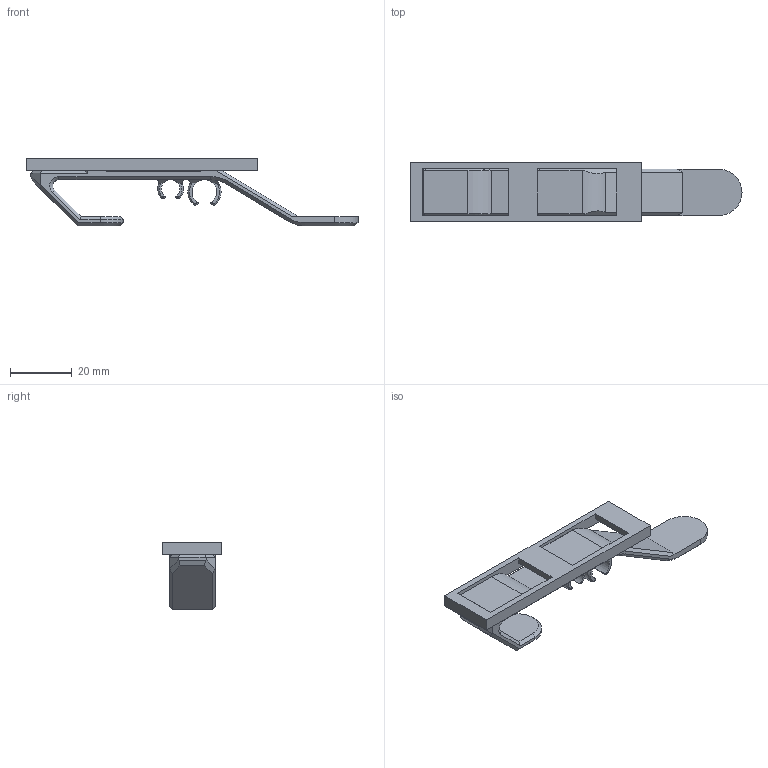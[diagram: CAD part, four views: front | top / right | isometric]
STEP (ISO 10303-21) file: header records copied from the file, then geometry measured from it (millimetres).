
FILE_DESCRIPTION(/* description */ (''),/* implementation_level */ '2;1');
FILE_NAME(/* name */ 'VERSION2-cable-hanger-assembly-large-PROTO-2.stp',/* time_stamp */ '2025-02-15T17:53:48Z',/* author */ ('iwheard'),/* organization */ (''),/* preprocessor_version */ 'ST-DEVELOPER v20',/* originating_system */ 'Autodesk Inventor 2024',/* authorisation */ '');
FILE_SCHEMA (('AUTOMOTIVE_DESIGN { 1 0 10303 214 3 1 1 }'));
Length unit declared in the file: millimetre
Products named in the file (3): VERSION2-cable-hanger-assembly-large; backplate-0; cable-hanger-dual-large
Assembly tree (2 placements, depth 2):
  VERSION2-cable-hanger-assembly-large
    backplate-0
    cable-hanger-dual-large
Bounding box: 107.63 x 19.2 x 22 mm (x, y, z)
Volume: 10675.4 mm3; surface area: 9588.5 mm2
Topology: 2 solids, 2 shells, 186 faces, 489 edges, 306 vertices
Faces by surface type: plane 105, cone 49, cylinder 30, bspline 2
Entity records: 5930 total; most frequent: CARTESIAN_POINT 1227, ORIENTED_EDGE 978, DIRECTION 944, EDGE_CURVE 489, AXIS2_PLACEMENT_3D 321, VERTEX_POINT 306, LINE 302, VECTOR 302
